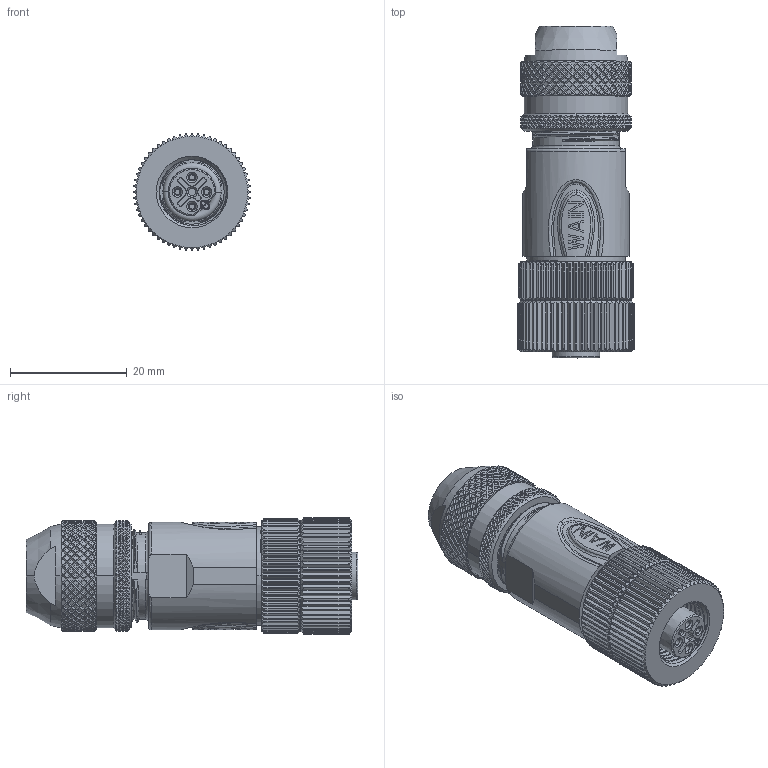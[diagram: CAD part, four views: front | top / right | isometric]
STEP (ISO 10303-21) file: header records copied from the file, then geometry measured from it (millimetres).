
FILE_DESCRIPTION((''),'2;1');
FILE_NAME('PRT0001','2021-01-05T',('zh.su'),(''),'PRO/ENGINEER BY PARAMETRIC TECHNOLOGY CORPORATION, 2012480','PRO/ENGINEER BY PARAMETRIC TECHNOLOGY CORPORATION, 2012480','');
FILE_SCHEMA(('CONFIG_CONTROL_DESIGN'));
Length unit declared in the file: millimetre
Products named in the file (1): PRT0001
Bounding box: 20 x 56.9 x 20 mm (x, y, z)
Volume: 13589.9 mm3; surface area: 6444.8 mm2
Topology: 1 solids, 1 shells, 4940 faces, 11289 edges, 6385 vertices
Faces by surface type: bspline 2945, cylinder 1074, plane 536, cone 343, torus 31, extrusion 9, sphere 2
Entity records: 227838 total; most frequent: CARTESIAN_POINT 144615, ORIENTED_EDGE 22574, EDGE_CURVE 11287, B_SPLINE_CURVE_WITH_KNOTS 8925, DIRECTION 7446, VERTEX_POINT 6385, EDGE_LOOP 4988, FACE_OUTER_BOUND 4940
